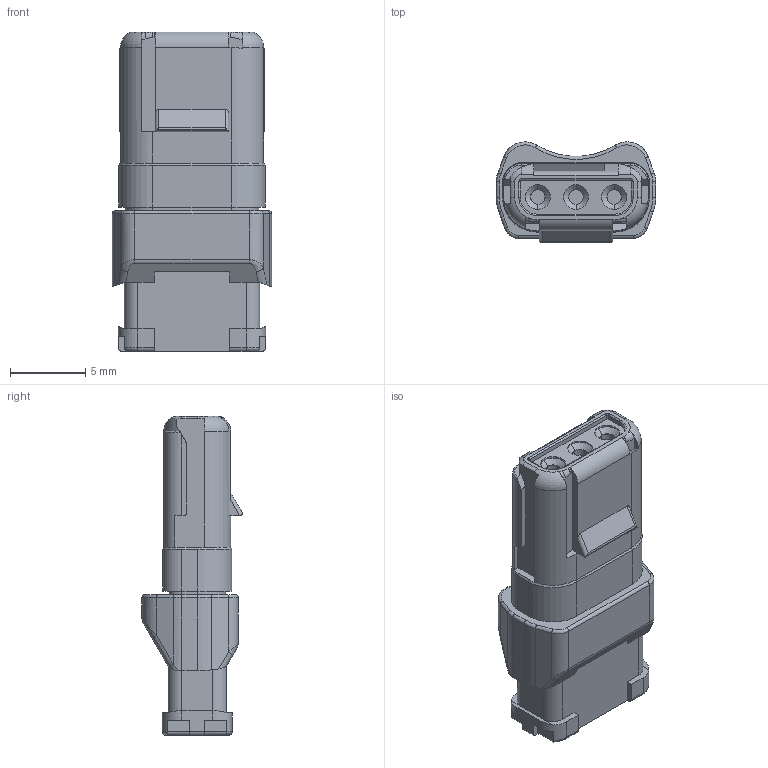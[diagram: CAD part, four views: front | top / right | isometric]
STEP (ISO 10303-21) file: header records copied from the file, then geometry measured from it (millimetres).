
FILE_DESCRIPTION((''),'2;1');
FILE_NAME('C-D369-R33-NS0','2013-06-12T',('workeradm'),('Tyco Electronics Ltd.'),'PRO/ENGINEER BY PARAMETRIC TECHNOLOGY CORPORATION, 2011490','PRO/ENGINEER BY PARAMETRIC TECHNOLOGY CORPORATION, 2011490','');
FILE_SCHEMA(('AUTOMOTIVE_DESIGN { 1 0 10303 214 1 1 1 1 }'));
Length unit declared in the file: millimetre
Products named in the file (1): C-D369-R33-NS0
Bounding box: 10.6 x 6.67 x 21.23 mm (x, y, z)
Volume: 870.7 mm3; surface area: 754.7 mm2
Topology: 1 solids, 1 shells, 279 faces, 706 edges, 439 vertices
Faces by surface type: plane 128, cylinder 99, torus 27, bspline 15, cone 10
Entity records: 9473 total; most frequent: CARTESIAN_POINT 2488, ORIENTED_EDGE 1412, DIRECTION 1376, EDGE_CURVE 706, AXIS2_PLACEMENT_3D 489, VERTEX_POINT 439, VECTOR 398, LINE 398
